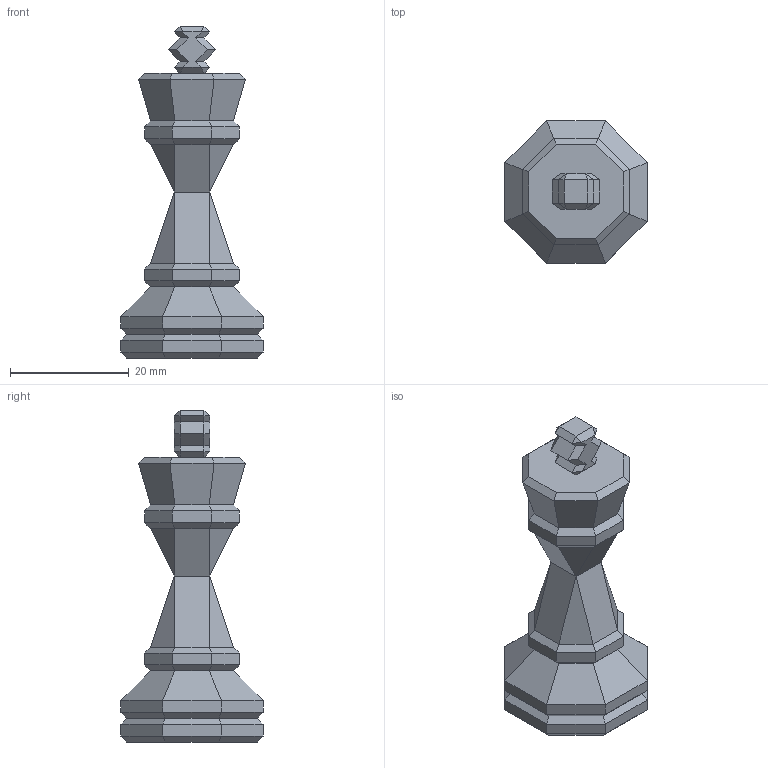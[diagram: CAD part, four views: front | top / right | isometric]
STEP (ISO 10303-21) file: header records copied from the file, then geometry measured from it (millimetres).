
FILE_DESCRIPTION(/* description */ (''),/* implementation_level */ '2;1');
FILE_NAME(/* name */ 'King.step',/* time_stamp */ '2020-03-24T09:10:00-07:00',/* author */ (''),/* organization */ (''),/* preprocessor_version */ 'ST-DEVELOPER v18',/* originating_system */ 'Autodesk Translation Framework v8.12.0.6',/* authorisation */ '');
FILE_SCHEMA (('AUTOMOTIVE_DESIGN { 1 0 10303 214 3 1 1 }'));
Length unit declared in the file: millimetre
Products named in the file (1): King
Bounding box: 24 x 24 x 56 mm (x, y, z)
Volume: 10199.3 mm3; surface area: 3610 mm2
Topology: 1 solids, 1 shells, 173 faces, 350 edges, 180 vertices
Faces by surface type: plane 173
Entity records: 4237 total; most frequent: CARTESIAN_POINT 704, ORIENTED_EDGE 700, DIRECTION 698, LINE 350, VECTOR 350, EDGE_CURVE 350, VERTEX_POINT 180, EDGE_LOOP 174
